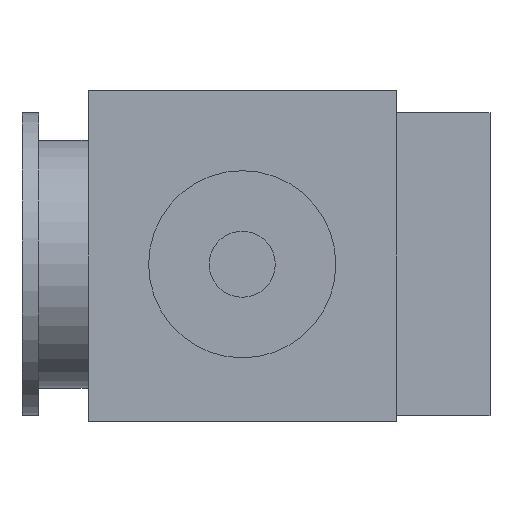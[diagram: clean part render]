
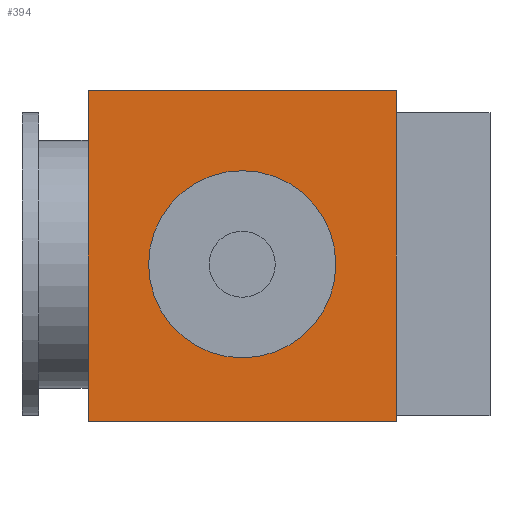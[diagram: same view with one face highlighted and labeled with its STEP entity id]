
A CAD part, front view. The second image highlights one B-rep face of the part: STEP entity #394.
In plain terms, the highlighted planar face has unit normal (0, -1, 0).
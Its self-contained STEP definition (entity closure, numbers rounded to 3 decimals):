
#118=CARTESIAN_POINT('',(26.0,-69.0,-17.));
#119=VERTEX_POINT('',#118);
#120=CARTESIAN_POINT('',(26.0,-69.0,0.0));
#121=DIRECTION('',(0.0,1.0,0.0));
#122=DIRECTION('',(0.0,0.0,1.0));
#123=AXIS2_PLACEMENT_3D('',#120,#121,#122);
#124=CIRCLE('',#123,17.);
#125=EDGE_CURVE('',#119,#119,#124,.T.);
#335=CARTESIAN_POINT('',(54.0,-69.0,-28.5));
#336=VERTEX_POINT('',#335);
#343=CARTESIAN_POINT('',(-2.,-69.0,-28.5));
#344=VERTEX_POINT('',#343);
#345=CARTESIAN_POINT('',(-2.,-69.0,-28.5));
#346=DIRECTION('',(1.0,0.0,0.0));
#347=VECTOR('',#346,56.0);
#348=LINE('',#345,#347);
#349=EDGE_CURVE('',#344,#336,#348,.T.);
#361=CARTESIAN_POINT('',(26.0,-69.0,-28.5));
#362=DIRECTION('',(0.0,-1.0,0.0));
#363=DIRECTION('',(0.0,0.0,-1.0));
#364=AXIS2_PLACEMENT_3D('',#361,#362,#363);
#365=PLANE('',#364);
#366=CARTESIAN_POINT('',(54.0,-69.,31.5));
#367=VERTEX_POINT('',#366);
#368=CARTESIAN_POINT('',(54.0,-69.0,-28.5));
#369=DIRECTION('',(0.0,0.0,1.0));
#370=VECTOR('',#369,60.0);
#371=LINE('',#368,#370);
#372=EDGE_CURVE('',#336,#367,#371,.T.);
#373=ORIENTED_EDGE('',*,*,#372,.T.);
#374=CARTESIAN_POINT('',(-2.,-69.,31.5));
#375=VERTEX_POINT('',#374);
#376=CARTESIAN_POINT('',(-2.,-69.,31.5));
#377=DIRECTION('',(1.0,0.0,0.0));
#378=VECTOR('',#377,56.0);
#379=LINE('',#376,#378);
#380=EDGE_CURVE('',#375,#367,#379,.T.);
#381=ORIENTED_EDGE('',*,*,#380,.F.);
#382=CARTESIAN_POINT('',(-2.,-69.,31.5));
#383=DIRECTION('',(0.0,0.0,-1.0));
#384=VECTOR('',#383,60.0);
#385=LINE('',#382,#384);
#386=EDGE_CURVE('',#375,#344,#385,.T.);
#387=ORIENTED_EDGE('',*,*,#386,.T.);
#388=ORIENTED_EDGE('',*,*,#349,.T.);
#389=EDGE_LOOP('',(#373,#381,#387,#388));
#390=FACE_OUTER_BOUND('',#389,.T.);
#391=ORIENTED_EDGE('',*,*,#125,.T.);
#392=EDGE_LOOP('',(#391));
#393=FACE_BOUND('',#392,.T.);
#394=ADVANCED_FACE('',(#390,#393),#365,.T.);
